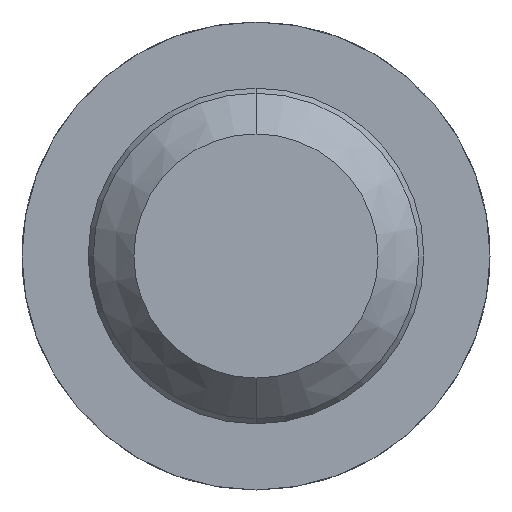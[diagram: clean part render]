
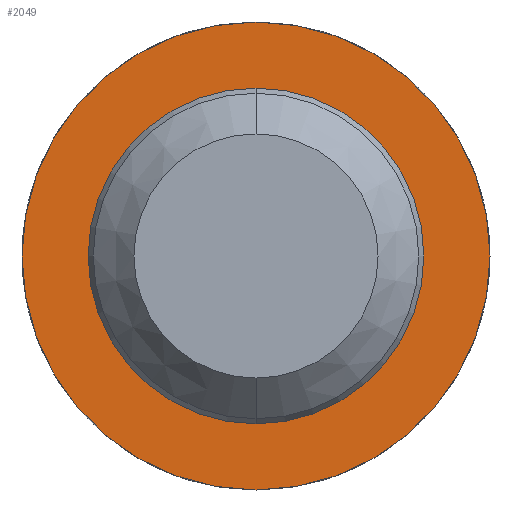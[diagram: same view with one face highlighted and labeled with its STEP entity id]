
A CAD part, front view. The second image highlights one B-rep face of the part: STEP entity #2049.
In plain terms, the highlighted planar face has unit normal (0, -1, 0).
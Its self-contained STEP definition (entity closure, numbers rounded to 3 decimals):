
#131 = PLANE ( 'NONE',  #3254 ) ;
#218 = DIRECTION ( 'NONE',  ( 0., 0., -1. ) ) ;
#257 = CIRCLE ( 'NONE', #593, 1.15 ) ;
#312 = DIRECTION ( 'NONE',  ( 0., -1., 0. ) ) ;
#403 = EDGE_CURVE ( 'Defeature ausgef�hrt3_8+Defeature ausgef�hrt3_9+Defeature ausgef�hrt3_9+Defeature ausgef�hrt3_9', #933, #1461, #257, .T. ) ;
#546 = DIRECTION ( 'NONE',  ( 0., 0., -1. ) ) ;
#593 = AXIS2_PLACEMENT_3D ( 'NONE', #964, #1046, #2782 ) ;
#598 = CIRCLE ( 'NONE', #3048, 0.825 ) ;
#607 = EDGE_LOOP ( 'NONE', ( #3195, #3639 ) ) ;
#823 = CARTESIAN_POINT ( 'NONE',  ( 0., 11., 0. ) ) ;
#844 = ORIENTED_EDGE ( 'NONE', *, *, #921, .F. ) ;
#921 = EDGE_CURVE ( 'Defeature ausgef�hrt3_7+Defeature ausgef�hrt3_8+Defeature ausgef�hrt3_8+Defeature ausgef�hrt3_8', #1332, #1966, #3377, .T. ) ;
#933 = VERTEX_POINT ( 'NONE', #1382 ) ;
#964 = CARTESIAN_POINT ( 'NONE',  ( 0., 11., 0. ) ) ;
#1046 = DIRECTION ( 'NONE',  ( 0., -1., 0. ) ) ;
#1102 = FACE_OUTER_BOUND ( 'NONE', #607, .T. ) ;
#1182 = CARTESIAN_POINT ( 'NONE',  ( 0., 11., 0. ) ) ;
#1193 = EDGE_LOOP ( 'NONE', ( #3202, #844 ) ) ;
#1332 = VERTEX_POINT ( 'NONE', #2560 ) ;
#1382 = CARTESIAN_POINT ( 'NONE',  ( 0., 11., 1.15 ) ) ;
#1461 = VERTEX_POINT ( 'NONE', #2262 ) ;
#1580 = AXIS2_PLACEMENT_3D ( 'NONE', #2200, #1887, #3586 ) ;
#1887 = DIRECTION ( 'NONE',  ( 0., -1., 0. ) ) ;
#1960 = AXIS2_PLACEMENT_3D ( 'NONE', #1182, #312, #3175 ) ;
#1966 = VERTEX_POINT ( 'NONE', #3027 ) ;
#2049 = ADVANCED_FACE ( 'Defeature ausgef�hrt3_8', ( #1102, #2885 ), #131, .T. ) ;
#2139 = CARTESIAN_POINT ( 'NONE',  ( 0.825, 11., 0. ) ) ;
#2195 = EDGE_CURVE ( 'Defeature ausgef�hrt3_7+Defeature ausgef�hrt3_8+Defeature ausgef�hrt3_8+Defeature ausgef�hrt3_8', #1966, #1332, #598, .T. ) ;
#2200 = CARTESIAN_POINT ( 'NONE',  ( 0., 11., 0. ) ) ;
#2262 = CARTESIAN_POINT ( 'NONE',  ( 0., 11., -1.15 ) ) ;
#2560 = CARTESIAN_POINT ( 'NONE',  ( 0., 11., 0.825 ) ) ;
#2595 = EDGE_CURVE ( 'Defeature ausgef�hrt3_8+Defeature ausgef�hrt3_9+Defeature ausgef�hrt3_9+Defeature ausgef�hrt3_9', #1461, #933, #2605, .T. ) ;
#2605 = CIRCLE ( 'NONE', #1580, 1.15 ) ;
#2782 = DIRECTION ( 'NONE',  ( 0., 0., -1. ) ) ;
#2885 = FACE_BOUND ( 'NONE', #1193, .T. ) ;
#3027 = CARTESIAN_POINT ( 'NONE',  ( 0., 11., -0.825 ) ) ;
#3048 = AXIS2_PLACEMENT_3D ( 'NONE', #823, #3380, #546 ) ;
#3175 = DIRECTION ( 'NONE',  ( 0., 0., -1. ) ) ;
#3195 = ORIENTED_EDGE ( 'NONE', *, *, #2595, .T. ) ;
#3202 = ORIENTED_EDGE ( 'NONE', *, *, #2195, .F. ) ;
#3254 = AXIS2_PLACEMENT_3D ( 'NONE', #2139, #3594, #218 ) ;
#3377 = CIRCLE ( 'NONE', #1960, 0.825 ) ;
#3380 = DIRECTION ( 'NONE',  ( 0., -1., 0. ) ) ;
#3586 = DIRECTION ( 'NONE',  ( 0., 0., -1. ) ) ;
#3594 = DIRECTION ( 'NONE',  ( 0., -1., 0. ) ) ;
#3639 = ORIENTED_EDGE ( 'NONE', *, *, #403, .T. ) ;
